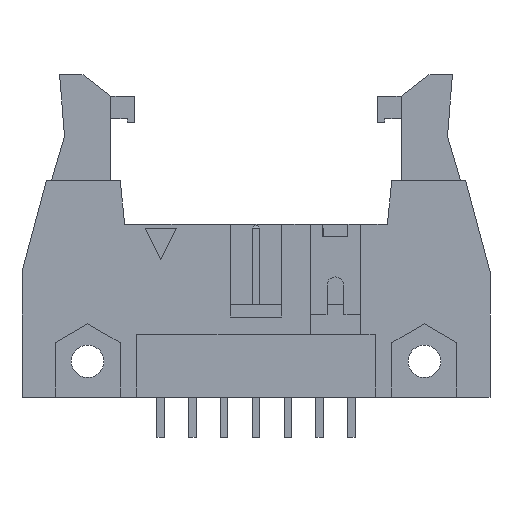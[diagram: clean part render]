
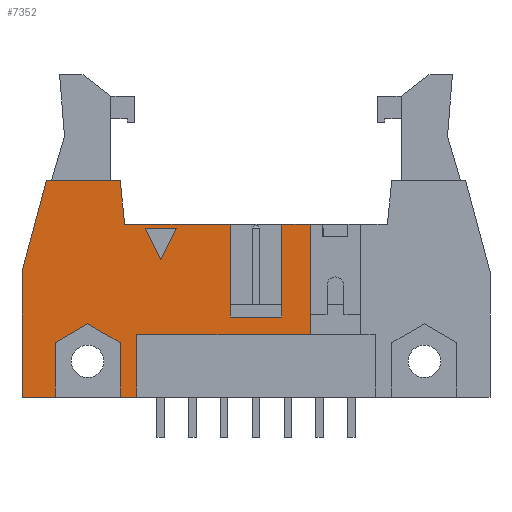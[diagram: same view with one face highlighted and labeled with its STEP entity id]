
A CAD part, front view. The second image highlights one B-rep face of the part: STEP entity #7352.
In plain terms, the highlighted planar face has unit normal (0, -1, 0).
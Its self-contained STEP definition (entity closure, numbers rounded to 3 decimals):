
#6698=CARTESIAN_POINT('',(4.35,-4.25,5.));
#6699=VERTEX_POINT('',#6698);
#6700=CARTESIAN_POINT('',(4.35,-4.25,13.8));
#6701=VERTEX_POINT('',#6700);
#6702=CARTESIAN_POINT('',(4.35,-4.25,8.65));
#6703=DIRECTION('',(0.0,-0.0,1.0));
#6704=VECTOR('',#6703,1.0);
#6705=LINE('',#6702,#6704);
#6706=EDGE_CURVE('n� 87',#6699,#6701,#6705,.T.);
#6731=CARTESIAN_POINT('',(2.05,-4.25,13.8));
#6732=VERTEX_POINT('',#6731);
#6733=CARTESIAN_POINT('',(0.,-4.25,13.8));
#6734=DIRECTION('',(-1.0,0.0,0.0));
#6735=VECTOR('',#6734,1.0);
#6736=LINE('',#6733,#6735);
#6737=EDGE_CURVE('n� 86',#6701,#6732,#6736,.T.);
#6760=CARTESIAN_POINT('',(2.05,-4.25,6.4));
#6761=VERTEX_POINT('',#6760);
#6768=CARTESIAN_POINT('',(2.05,-4.25,8.65));
#6769=DIRECTION('',(0.0,0.0,-1.0));
#6770=VECTOR('',#6769,1.0);
#6771=LINE('',#6768,#6770);
#6772=EDGE_CURVE('n� 85',#6732,#6761,#6771,.T.);
#6783=CARTESIAN_POINT('',(-2.05,-4.25,6.4));
#6784=VERTEX_POINT('',#6783);
#6791=CARTESIAN_POINT('',(0.,-4.25,6.4));
#6792=DIRECTION('',(-1.0,0.0,0.0));
#6793=VECTOR('',#6792,1.0);
#6794=LINE('',#6791,#6793);
#6795=EDGE_CURVE('n� 84',#6761,#6784,#6794,.T.);
#6810=CARTESIAN_POINT('',(-2.05,-4.25,13.8));
#6811=VERTEX_POINT('',#6810);
#6818=CARTESIAN_POINT('',(-2.05,-4.25,8.65));
#6819=DIRECTION('',(-0.0,-0.0,1.0));
#6820=VECTOR('',#6819,1.0);
#6821=LINE('',#6818,#6820);
#6822=EDGE_CURVE('n� 83',#6784,#6811,#6821,.T.);
#6833=CARTESIAN_POINT('',(-10.491,-4.25,13.8));
#6834=VERTEX_POINT('',#6833);
#6841=CARTESIAN_POINT('',(0.,-4.25,13.8));
#6842=DIRECTION('',(-1.0,0.0,0.0));
#6843=VECTOR('',#6842,1.0);
#6844=LINE('',#6841,#6843);
#6845=EDGE_CURVE('n� 82',#6811,#6834,#6844,.T.);
#6857=CARTESIAN_POINT('',(-10.854,-4.25,17.3));
#6858=VERTEX_POINT('',#6857);
#6859=CARTESIAN_POINT('',(-10.491,-4.25,13.8));
#6860=DIRECTION('',(-0.103,-0.0,0.995));
#6861=VECTOR('',#6860,1.0);
#6862=LINE('',#6859,#6861);
#6863=EDGE_CURVE('n� 81',#6834,#6858,#6862,.T.);
#6893=CARTESIAN_POINT('',(-16.744,-4.25,17.3));
#6894=VERTEX_POINT('',#6893);
#6901=CARTESIAN_POINT('',(0.,-4.25,17.3));
#6902=DIRECTION('',(-1.0,0.0,-0.0));
#6903=VECTOR('',#6902,1.0);
#6904=LINE('',#6901,#6903);
#6905=EDGE_CURVE('n� 80',#6858,#6894,#6904,.T.);
#6915=CARTESIAN_POINT('',(-18.7,-4.25,10.));
#6916=VERTEX_POINT('',#6915);
#6917=CARTESIAN_POINT('',(-16.744,-4.25,17.3));
#6918=DIRECTION('',(-0.259,0.0,-0.966));
#6919=VECTOR('',#6918,1.0);
#6920=LINE('',#6917,#6919);
#6921=EDGE_CURVE('n� 79',#6894,#6916,#6920,.T.);
#6939=CARTESIAN_POINT('',(-18.7,-4.25,0.));
#6940=VERTEX_POINT('',#6939);
#6941=CARTESIAN_POINT('',(-18.7,-4.25,8.65));
#6942=DIRECTION('',(0.0,0.0,-1.0));
#6943=VECTOR('',#6942,1.0);
#6944=LINE('',#6941,#6943);
#6945=EDGE_CURVE('n� 78',#6916,#6940,#6944,.T.);
#7065=CARTESIAN_POINT('',(-9.54,-4.25,0.));
#7066=VERTEX_POINT('',#7065);
#7073=CARTESIAN_POINT('',(-10.86,-4.25,0.));
#7074=VERTEX_POINT('',#7073);
#7075=CARTESIAN_POINT('',(-0.205,-4.25,0.));
#7076=DIRECTION('',(-1.0,0.0,0.0));
#7077=VECTOR('',#7076,1.0);
#7078=LINE('',#7075,#7077);
#7079=EDGE_CURVE('n� 372',#7066,#7074,#7078,.T.);
#7088=CARTESIAN_POINT('',(-16.06,-4.25,0.));
#7089=VERTEX_POINT('',#7088);
#7096=CARTESIAN_POINT('',(0.,-4.25,0.));
#7097=DIRECTION('',(1.0,0.0,0.0));
#7098=VECTOR('',#7097,1.0);
#7099=LINE('',#7096,#7098);
#7100=EDGE_CURVE('n� 77',#6940,#7089,#7099,.T.);
#7112=CARTESIAN_POINT('',(-16.06,-4.25,4.355));
#7113=VERTEX_POINT('',#7112);
#7120=CARTESIAN_POINT('',(-16.06,-4.25,8.65));
#7121=DIRECTION('',(0.0,-0.0,1.0));
#7122=VECTOR('',#7121,1.0);
#7123=LINE('',#7120,#7122);
#7124=EDGE_CURVE('n� 76',#7089,#7113,#7123,.T.);
#7136=CARTESIAN_POINT('',(-13.46,-4.25,5.856));
#7137=VERTEX_POINT('',#7136);
#7144=CARTESIAN_POINT('',(-16.06,-4.25,4.355));
#7145=DIRECTION('',(0.866,-0.0,0.5));
#7146=VECTOR('',#7145,1.0);
#7147=LINE('',#7144,#7146);
#7148=EDGE_CURVE('n� 75',#7113,#7137,#7147,.T.);
#7160=CARTESIAN_POINT('',(-10.86,-4.25,4.355));
#7161=VERTEX_POINT('',#7160);
#7168=CARTESIAN_POINT('',(-13.46,-4.25,5.856));
#7169=DIRECTION('',(0.866,0.0,-0.5));
#7170=VECTOR('',#7169,1.0);
#7171=LINE('',#7168,#7170);
#7172=EDGE_CURVE('n� 74',#7137,#7161,#7171,.T.);
#7185=CARTESIAN_POINT('',(-10.86,-4.25,8.65));
#7186=DIRECTION('',(-0.0,0.0,-1.0));
#7187=VECTOR('',#7186,1.0);
#7188=LINE('',#7185,#7187);
#7189=EDGE_CURVE('n� 73',#7161,#7074,#7188,.T.);
#7202=CARTESIAN_POINT('',(-9.54,-4.25,5.));
#7203=VERTEX_POINT('',#7202);
#7210=CARTESIAN_POINT('',(-9.54,-4.25,8.65));
#7211=DIRECTION('',(0.0,-0.0,1.0));
#7212=VECTOR('',#7211,1.0);
#7213=LINE('',#7210,#7212);
#7214=EDGE_CURVE('n� 71',#7066,#7203,#7213,.T.);
#7228=CARTESIAN_POINT('',(0.,-4.25,5.));
#7229=DIRECTION('',(1.0,0.0,0.0));
#7230=VECTOR('',#7229,1.0);
#7231=LINE('',#7228,#7230);
#7232=EDGE_CURVE('n� 70',#7203,#6699,#7231,.T.);
#7248=CARTESIAN_POINT('',(-8.87,-4.25,13.5));
#7249=VERTEX_POINT('',#7248);
#7264=CARTESIAN_POINT('',(-6.37,-4.25,13.5));
#7265=VERTEX_POINT('',#7264);
#7272=CARTESIAN_POINT('',(0.,-4.25,13.5));
#7273=DIRECTION('',(1.0,0.0,-0.0));
#7274=VECTOR('',#7273,1.0);
#7275=LINE('',#7272,#7274);
#7276=EDGE_CURVE('n� 69',#7249,#7265,#7275,.T.);
#7286=CARTESIAN_POINT('',(-7.62,-4.25,11.));
#7287=VERTEX_POINT('',#7286);
#7303=CARTESIAN_POINT('',(-7.62,-4.25,11.));
#7304=DIRECTION('',(-0.447,-0.0,0.894));
#7305=VECTOR('',#7304,1.0);
#7306=LINE('',#7303,#7305);
#7307=EDGE_CURVE('n� 67',#7287,#7249,#7306,.T.);
#7317=CARTESIAN_POINT('',(-6.995,-4.25,12.25));
#7318=DIRECTION('',(0.447,-0.0,0.894));
#7319=VECTOR('',#7318,1.0);
#7320=LINE('',#7317,#7319);
#7321=EDGE_CURVE('n� 14',#7287,#7265,#7320,.T.);
#7322=ORIENTED_EDGE('',*,*,#7321,.F.);
#7323=ORIENTED_EDGE('',*,*,#7307,.T.);
#7324=ORIENTED_EDGE('',*,*,#7276,.T.);
#7325=EDGE_LOOP('',(#7322,#7323,#7324));
#7326=FACE_OUTER_BOUND('',#7325,.T.);
#7327=ORIENTED_EDGE('',*,*,#7214,.T.);
#7328=ORIENTED_EDGE('',*,*,#7232,.T.);
#7329=ORIENTED_EDGE('',*,*,#6706,.T.);
#7330=ORIENTED_EDGE('',*,*,#6737,.T.);
#7331=ORIENTED_EDGE('',*,*,#6772,.T.);
#7332=ORIENTED_EDGE('',*,*,#6795,.T.);
#7333=ORIENTED_EDGE('',*,*,#6822,.T.);
#7334=ORIENTED_EDGE('',*,*,#6845,.T.);
#7335=ORIENTED_EDGE('',*,*,#6863,.T.);
#7336=ORIENTED_EDGE('',*,*,#6905,.T.);
#7337=ORIENTED_EDGE('',*,*,#6921,.T.);
#7338=ORIENTED_EDGE('',*,*,#6945,.T.);
#7339=ORIENTED_EDGE('',*,*,#7100,.T.);
#7340=ORIENTED_EDGE('',*,*,#7124,.T.);
#7341=ORIENTED_EDGE('',*,*,#7148,.T.);
#7342=ORIENTED_EDGE('',*,*,#7172,.T.);
#7343=ORIENTED_EDGE('',*,*,#7189,.T.);
#7344=ORIENTED_EDGE('',*,*,#7079,.F.);
#7345=EDGE_LOOP('',(
    #7327,#7328,#7329,#7330,#7331,#7332,#7333,#7334,#7335,#7336,
    #7337,#7338,#7339,#7340,#7341,#7342,#7343,#7344));
#7346=FACE_BOUND('',#7345,.T.);
#7347=CARTESIAN_POINT('',(-20.57,-4.25,-0.865));
#7348=DIRECTION('',(0.0,-1.0,-0.0));
#7349=DIRECTION('',(1.0,0.0,0.0));
#7350=AXIS2_PLACEMENT_3D('',#7347,#7348,#7349);
#7351=PLANE('',#7350);
#7352=ADVANCED_FACE('n� 63',(#7326,#7346),#7351,.T.);
